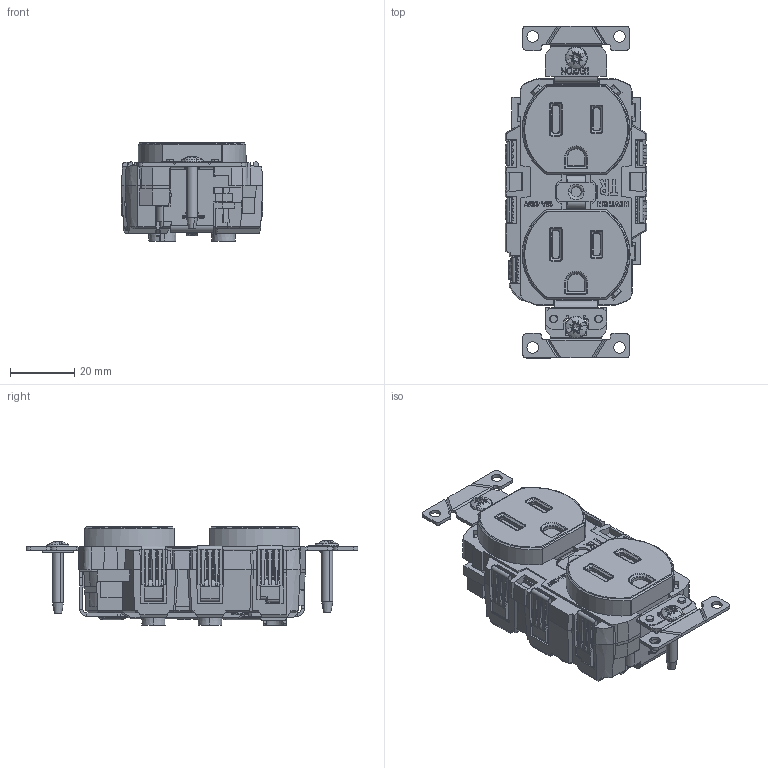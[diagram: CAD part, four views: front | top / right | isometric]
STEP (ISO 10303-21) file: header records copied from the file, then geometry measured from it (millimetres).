
FILE_DESCRIPTION (( 'STEP AP214' ), '1' );
FILE_NAME ('ORC5546-M01-15A-ETCR1-ET562.STEP', '2025-11-04T13:35:47', ( '' ), ( '' ), 'SwSTEP 2.0', 'SolidWorks 2024', '' );
FILE_SCHEMA (( 'AUTOMOTIVE_DESIGN' ));
Length unit declared in the file: inch
Products named in the file (1): ORC5546-M01-15A-ETCR1-ET562
Bounding box: 44.07 x 103.17 x 30.6 mm (x, y, z)
Volume: 63327 mm3; surface area: 29305.3 mm2
Topology: 5 solids, 22 shells, 4892 faces, 13233 edges, 8594 vertices
Faces by surface type: plane 3498, bspline 635, cylinder 504, cone 156, torus 75, sphere 24
Entity records: 186076 total; most frequent: CARTESIAN_POINT 68706, ORIENTED_EDGE 26456, DIRECTION 20826, EDGE_CURVE 13228, LINE 9960, VECTOR 9960, VERTEX_POINT 8594, AXIS2_PLACEMENT_3D 5433
